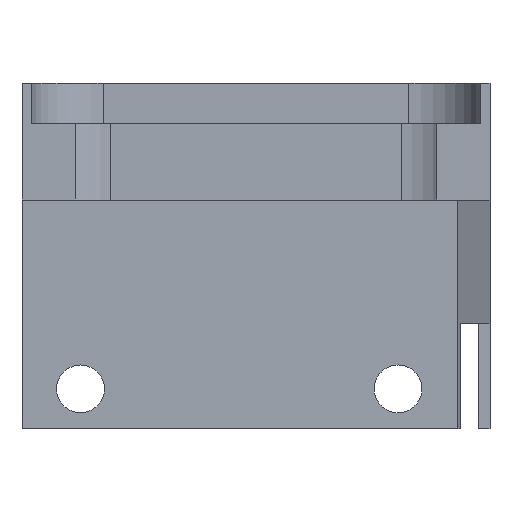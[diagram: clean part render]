
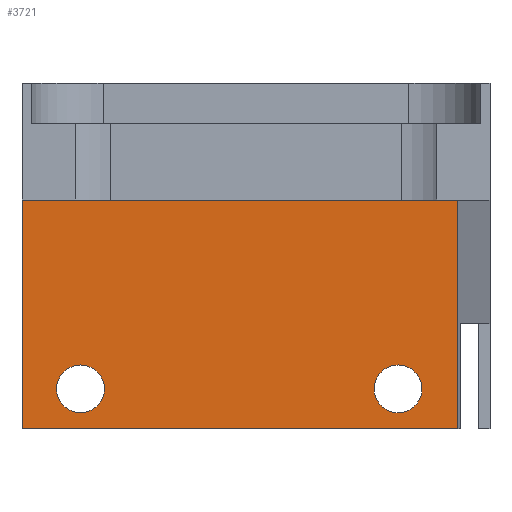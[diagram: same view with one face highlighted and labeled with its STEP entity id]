
A CAD part, front view. The second image highlights one B-rep face of the part: STEP entity #3721.
In plain terms, the highlighted planar face has unit normal (0, -1, 0).
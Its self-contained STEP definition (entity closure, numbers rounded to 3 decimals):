
#3414=CARTESIAN_POINT('POINT213',(-1.365,-0.035,0.37));
#3415=VERTEX_POINT('VERTEX213',#3414);
#3422=CARTESIAN_POINT('POINT214',(-0.061,-0.035,
   0.37));
#3423=VERTEX_POINT('VERTEX214',#3422);
#3424=CARTESIAN_POINT('POS361',(0.,-0.035,0.37));
#3425=DIRECTION('DIR539',(-1.,0.,0.));
#3426=VECTOR('VEC183',#3425,1.);
#3427=LINE('STRAIGHT183',#3424,#3426);
#3428=EDGE_CURVE('EDGE314',#3423,#3415,#3427,.T.);
#3486=CARTESIAN_POINT('POINT217',(-1.365,-0.035,-0.315));
#3487=VERTEX_POINT('VERTEX217',#3486);
#3494=CARTESIAN_POINT('POS367',(-1.365,-0.035,0.));
#3495=DIRECTION('DIR546',(0.,0.,1.));
#3496=VECTOR('VEC188',#3495,1.);
#3497=LINE('STRAIGHT188',#3494,#3496);
#3498=EDGE_CURVE('EDGE319',#3487,#3415,#3497,.T.);
#3515=CARTESIAN_POINT('POINT219',(-0.061,-0.035,
   -0.315));
#3516=VERTEX_POINT('VERTEX219',#3515);
#3523=CARTESIAN_POINT('POS370',(0.,-0.035,-0.315));
#3524=DIRECTION('DIR550',(-1.,0.,0.));
#3525=VECTOR('VEC190',#3524,1.);
#3526=LINE('STRAIGHT190',#3523,#3525);
#3527=EDGE_CURVE('EDGE321',#3516,#3487,#3526,.T.);
#3560=CARTESIAN_POINT('POS375',(-0.061,-0.035,0.
   ));
#3561=DIRECTION('DIR556',(0.,0.,-1.));
#3562=VECTOR('VEC194',#3561,1.);
#3563=LINE('STRAIGHT194',#3560,#3562);
#3564=EDGE_CURVE('EDGE325',#3423,#3516,#3563,.T.);
#3629=CARTESIAN_POINT('POINT222',(-0.169,-0.035,-0.195));
#3630=VERTEX_POINT('VERTEX222',#3629);
#3637=CARTESIAN_POINT('POINT223',(-0.312,-0.035,-0.195));
#3638=VERTEX_POINT('VERTEX223',#3637);
#3639=CARTESIAN_POINT('POS380',(-0.24,-0.035,-0.195));
#3640=DIRECTION('DIR563',(0.,-1.,0.));
#3641=DIRECTION('DIR564',(1.,0.,0.));
#3642=AXIS2_PLACEMENT_3D('AXIS184',#3639,#3640,#3641);
#3643=CIRCLE('ELLIPSE86',#3642,0.072);
#3644=EDGE_CURVE('EDGE328',#3630,#3638,#3643,.T.);
#3677=CARTESIAN_POINT('POINT226',(-0.24,-0.035,-0.267));
#3678=VERTEX_POINT('VERTEX226',#3677);
#3679=EDGE_CURVE('EDGE333',#3638,#3678,#3643,.T.);
#3681=EDGE_CURVE('EDGE334',#3678,#3630,#3643,.T.);
#3686=ORIENTED_EDGE('COEDGE655',*,*,#3564,.F.);
#3687=ORIENTED_EDGE('COEDGE656',*,*,#3428,.T.);
#3688=ORIENTED_EDGE('COEDGE657',*,*,#3498,.F.);
#3689=ORIENTED_EDGE('COEDGE658',*,*,#3527,.F.);
#3690=EDGE_LOOP('NONE',(#3686,#3687,#3688,#3689));
#3691=FACE_BOUND('LOOP1',#3690,.T.);
#3692=ORIENTED_EDGE('COEDGE659',*,*,#3681,.F.);
#3693=ORIENTED_EDGE('COEDGE660',*,*,#3679,.F.);
#3694=ORIENTED_EDGE('COEDGE661',*,*,#3644,.F.);
#3695=EDGE_LOOP('NONE',(#3692,#3693,#3694));
#3696=FACE_BOUND('LOOP1',#3695,.T.);
#3697=CARTESIAN_POINT('POINT227',(-1.19,-0.035,-0.267));
#3698=VERTEX_POINT('VERTEX227',#3697);
#3699=CARTESIAN_POINT('POINT228',(-1.119,-0.035,-0.195));
#3700=VERTEX_POINT('VERTEX228',#3699);
#3701=CARTESIAN_POINT('POS384',(-1.19,-0.035,-0.195));
#3702=DIRECTION('DIR570',(0.,-1.,0.));
#3703=DIRECTION('DIR571',(1.,0.,0.));
#3704=AXIS2_PLACEMENT_3D('AXIS187',#3701,#3702,#3703);
#3705=CIRCLE('ELLIPSE88',#3704,0.072);
#3706=EDGE_CURVE('EDGE335',#3698,#3700,#3705,.T.);
#3707=ORIENTED_EDGE('COEDGE662',*,*,#3706,.F.);
#3708=CARTESIAN_POINT('POINT229',(-1.262,-0.035,-0.195));
#3709=VERTEX_POINT('VERTEX229',#3708);
#3710=EDGE_CURVE('EDGE336',#3709,#3698,#3705,.T.);
#3711=ORIENTED_EDGE('COEDGE663',*,*,#3710,.F.);
#3712=EDGE_CURVE('EDGE337',#3700,#3709,#3705,.T.);
#3713=ORIENTED_EDGE('COEDGE664',*,*,#3712,.F.);
#3714=EDGE_LOOP('NONE',(#3707,#3711,#3713));
#3715=FACE_BOUND('LOOP1',#3714,.T.);
#3716=CARTESIAN_POINT('POS385',(0.,-0.035,-0.315));
#3717=DIRECTION('DIR572',(0.,-1.,0.));
#3718=DIRECTION('DIR573',(1.,0.,0.));
#3719=AXIS2_PLACEMENT_3D('AXIS188',#3716,#3717,#3718);
#3720=PLANE('PLANE56',#3719);
#3721=ADVANCED_FACE('FACE113',(#3691,#3696,#3715),#3720,.T.);
